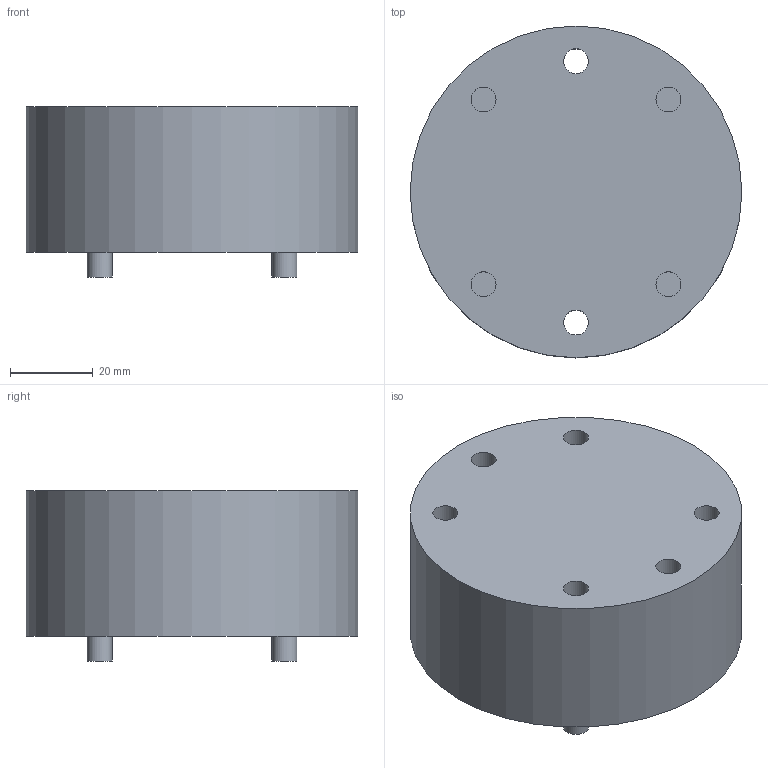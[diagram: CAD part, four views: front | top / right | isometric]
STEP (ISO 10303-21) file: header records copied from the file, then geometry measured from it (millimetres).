
FILE_DESCRIPTION(/* description */ (''),/* implementation_level */ '2;1');
FILE_NAME(/* name */ 'Leptrino_ForceSens_R041213 v1.step',/* time_stamp */ '2022-12-13T13:37:40+09:00',/* author */ (''),/* organization */ (''),/* preprocessor_version */ 'ST-DEVELOPER v19.2',/* originating_system */ 'Autodesk Translation Framework v11.17.0.187',/* authorisation */ '');
FILE_SCHEMA (('AUTOMOTIVE_DESIGN { 1 0 10303 214 3 1 1 }'));
Length unit declared in the file: millimetre
Products named in the file (1): Leptrino_ForceSens_R041213
Bounding box: 80 x 80 x 41 mm (x, y, z)
Volume: 173836.9 mm3; surface area: 21036.1 mm2
Topology: 1 solids, 1 shells, 21 faces, 33 edges, 22 vertices
Faces by surface type: cylinder 11, plane 10
Full cylindrical faces by diameter (mm): 6 x10, 80 x1
Entity records: 530 total; most frequent: DIRECTION 99, CARTESIAN_POINT 77, ORIENTED_EDGE 66, AXIS2_PLACEMENT_3D 44, EDGE_LOOP 33, EDGE_CURVE 33, CIRCLE 22, VERTEX_POINT 22
